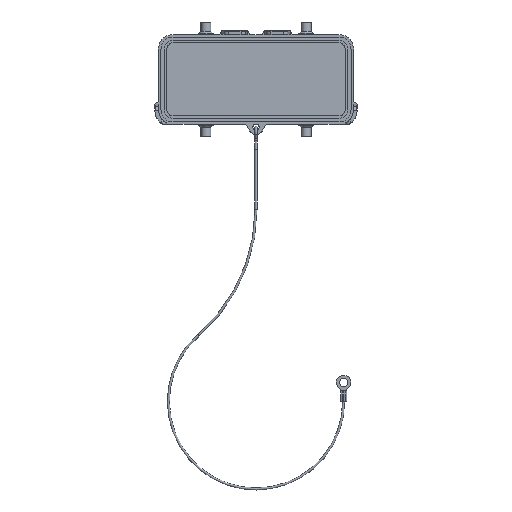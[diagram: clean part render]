
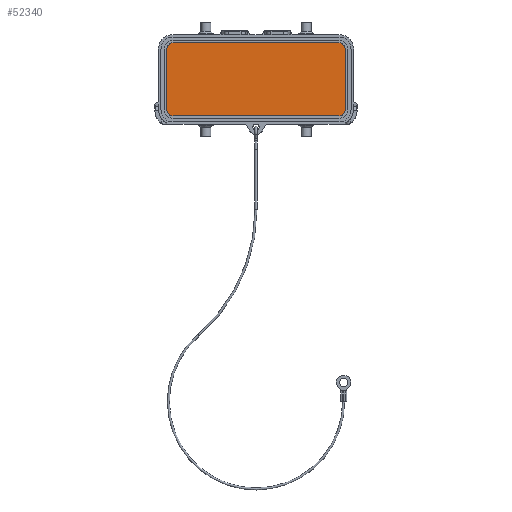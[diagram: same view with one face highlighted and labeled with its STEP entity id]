
A CAD part, top view. The second image highlights one B-rep face of the part: STEP entity #52340.
In plain terms, the highlighted planar face has unit normal (0, 0, 1).
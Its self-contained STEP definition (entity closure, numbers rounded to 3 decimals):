
#19370=CARTESIAN_POINT('',(-17.5,6.001,
-9.5));
#19380=VERTEX_POINT('',#19370);
#19540=CARTESIAN_POINT('',(-14.5,9.001,
-9.5));
#19550=VERTEX_POINT('',#19540);
#19580=CARTESIAN_POINT('',(-14.5,6.001,
-9.5));
#19590=DIRECTION('',(0.,0.,-1.));
#19600=DIRECTION('',(-1.,0.,0.));
#19610=AXIS2_PLACEMENT_3D('',#19580,#19590,#19600);
#19620=CIRCLE('',#19610,3.);
#19630=EDGE_CURVE('',#19380,#19550,#19620,.T.);
#24560=CARTESIAN_POINT('',(14.5,9.001,
-9.5));
#24570=VERTEX_POINT('',#24560);
#24730=CARTESIAN_POINT('',(17.5,6.001,-9.5));
#24740=VERTEX_POINT('',#24730);
#24770=CARTESIAN_POINT('',(14.5,6.001,
-9.5));
#24780=DIRECTION('',(0.,0.,-1.));
#24790=DIRECTION('',(-1.,0.,0.));
#24800=AXIS2_PLACEMENT_3D('',#24770,#24780,#24790);
#24810=CIRCLE('',#24800,3.);
#24820=EDGE_CURVE('',#24570,#24740,#24810,.T.);
#30690=CARTESIAN_POINT('',(-14.5,-76.499,
-9.5));
#30700=VERTEX_POINT('',#30690);
#30730=CARTESIAN_POINT('',(0.,-76.499,-9.5));
#30740=DIRECTION('',(1.,0.,0.));
#30750=VECTOR('',#30740,1.);
#30760=LINE('',#30730,#30750);
#30770=CARTESIAN_POINT('',(14.5,-76.499,
-9.5));
#30780=VERTEX_POINT('',#30770);
#30790=EDGE_CURVE('',#30700,#30780,#30760,.T.);
#34300=CARTESIAN_POINT('',(17.5,-73.499,-9.5));
#34310=VERTEX_POINT('',#34300);
#34340=CARTESIAN_POINT('',(17.5,0.,-9.5));
#34350=DIRECTION('',(0.,1.,0.));
#34360=VECTOR('',#34350,1.);
#34370=LINE('',#34340,#34360);
#34380=EDGE_CURVE('',#34310,#24740,#34370,.T.);
#40370=CARTESIAN_POINT('',(0.,9.001,-9.5));
#40380=DIRECTION('',(1.,0.,0.));
#40390=VECTOR('',#40380,1.);
#40400=LINE('',#40370,#40390);
#40410=EDGE_CURVE('',#19550,#24570,#40400,.T.);
#41480=CARTESIAN_POINT('',(-14.5,-73.499,
-9.5));
#41490=DIRECTION('',(0.,0.,1.));
#41500=DIRECTION('',(1.,0.,0.));
#41510=AXIS2_PLACEMENT_3D('',#41480,#41490,#41500);
#41520=CIRCLE('',#41510,3.);
#41530=CARTESIAN_POINT('',(-17.5,-73.499,
-9.5));
#41540=VERTEX_POINT('',#41530);
#41550=EDGE_CURVE('',#41540,#30700,#41520,.T.);
#42850=CARTESIAN_POINT('',(14.5,-73.499,
-9.5));
#42860=DIRECTION('',(0.,0.,1.));
#42870=DIRECTION('',(1.,0.,0.));
#42880=AXIS2_PLACEMENT_3D('',#42850,#42860,#42870);
#42890=CIRCLE('',#42880,3.);
#42900=EDGE_CURVE('',#30780,#34310,#42890,.T.);
#43490=CARTESIAN_POINT('',(-17.5,0.,-9.5));
#43500=DIRECTION('',(0.,1.,0.));
#43510=VECTOR('',#43500,1.);
#43520=LINE('',#43490,#43510);
#43530=EDGE_CURVE('',#41540,#19380,#43520,.T.);
#52190=CARTESIAN_POINT('',(18.389,-6.758,
-9.5));
#52200=DIRECTION('',(0.,0.,-1.));
#52210=DIRECTION('',(1.,0.,0.));
#52220=AXIS2_PLACEMENT_3D('',#52190,#52200,#52210);
#52230=PLANE('',#52220);
#52240=ORIENTED_EDGE('',*,*,#19630,.F.);
#52250=ORIENTED_EDGE('',*,*,#40410,.F.);
#52260=ORIENTED_EDGE('',*,*,#24820,.F.);
#52270=ORIENTED_EDGE('',*,*,#34380,.T.);
#52280=ORIENTED_EDGE('',*,*,#42900,.T.);
#52290=ORIENTED_EDGE('',*,*,#30790,.T.);
#52300=ORIENTED_EDGE('',*,*,#41550,.T.);
#52310=ORIENTED_EDGE('',*,*,#43530,.F.);
#52320=EDGE_LOOP('',(#52310,#52300,#52290,#52280,#52270,#52260,#52250,
#52240));
#52330=FACE_OUTER_BOUND('',#52320,.T.);
#52340=ADVANCED_FACE('',(#52330),#52230,.F.);
